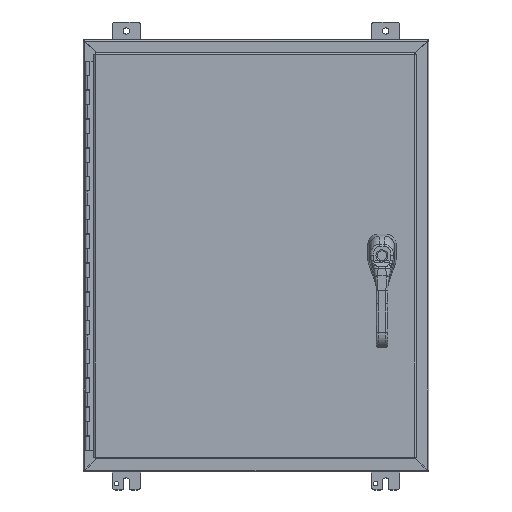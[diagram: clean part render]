
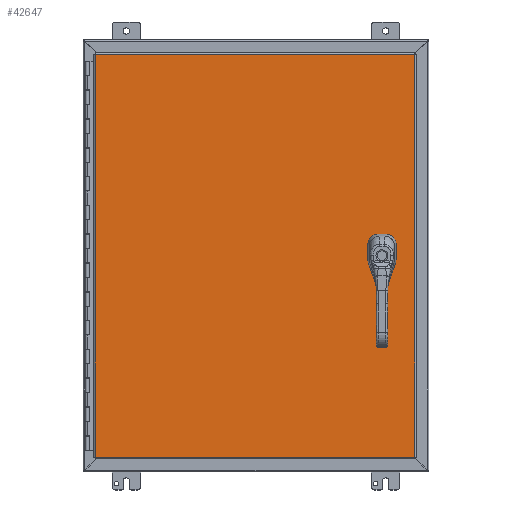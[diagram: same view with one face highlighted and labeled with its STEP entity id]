
A CAD part, top view. The second image highlights one B-rep face of the part: STEP entity #42647.
In plain terms, the highlighted face is planar.
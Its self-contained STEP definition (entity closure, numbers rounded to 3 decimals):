
#3010=FACE_BOUND('',#8483,.T.);
#3011=FACE_BOUND('',#8484,.T.);
#3012=FACE_BOUND('',#8485,.T.);
#3013=FACE_BOUND('',#8486,.T.);
#3667=PLANE('',#47647);
#5841=FACE_OUTER_BOUND('',#8482,.T.);
#8482=EDGE_LOOP('',(#36317,#36318,#36319,#36320));
#8483=EDGE_LOOP('',(#36321,#36322,#36323,#36324,#36325,#36326,#36327,#36328));
#8484=EDGE_LOOP('',(#36329));
#8485=EDGE_LOOP('',(#36330));
#8486=EDGE_LOOP('',(#36331));
#11122=LINE('',#105875,#14131);
#11126=LINE('',#105887,#14135);
#11130=LINE('',#105899,#14139);
#11134=LINE('',#105909,#14143);
#11159=LINE('',#106082,#14168);
#11172=LINE('',#106217,#14181);
#11190=LINE('',#106386,#14199);
#11194=LINE('',#106421,#14203);
#14131=VECTOR('',#57721,0.394);
#14135=VECTOR('',#57733,0.394);
#14139=VECTOR('',#57745,0.394);
#14143=VECTOR('',#57757,0.394);
#14168=VECTOR('',#57814,0.394);
#14181=VECTOR('',#57837,0.394);
#14199=VECTOR('',#57871,0.394);
#14203=VECTOR('',#57881,0.394);
#16993=CIRCLE('',#47591,0.453);
#16995=CIRCLE('',#47595,0.453);
#16997=CIRCLE('',#47599,0.453);
#16999=CIRCLE('',#47603,0.453);
#17000=CIRCLE('',#47606,0.141);
#17002=CIRCLE('',#47609,0.141);
#17004=CIRCLE('',#47612,0.141);
#20049=VERTEX_POINT('',#105866);
#20050=VERTEX_POINT('',#105868);
#20052=VERTEX_POINT('',#105874);
#20054=VERTEX_POINT('',#105880);
#20056=VERTEX_POINT('',#105886);
#20058=VERTEX_POINT('',#105892);
#20060=VERTEX_POINT('',#105898);
#20062=VERTEX_POINT('',#105904);
#20063=VERTEX_POINT('',#105911);
#20065=VERTEX_POINT('',#105917);
#20067=VERTEX_POINT('',#105923);
#20092=VERTEX_POINT('',#106073);
#20093=VERTEX_POINT('',#106081);
#20097=VERTEX_POINT('',#106153);
#20103=VERTEX_POINT('',#106209);
#25579=EDGE_CURVE('',#20050,#20049,#16993,.T.);
#25582=EDGE_CURVE('',#20052,#20050,#11122,.T.);
#25585=EDGE_CURVE('',#20054,#20052,#16995,.T.);
#25588=EDGE_CURVE('',#20056,#20054,#11126,.T.);
#25591=EDGE_CURVE('',#20058,#20056,#16997,.T.);
#25594=EDGE_CURVE('',#20060,#20058,#11130,.T.);
#25597=EDGE_CURVE('',#20062,#20060,#16999,.T.);
#25600=EDGE_CURVE('',#20049,#20062,#11134,.T.);
#25601=EDGE_CURVE('',#20063,#20063,#17000,.T.);
#25604=EDGE_CURVE('',#20065,#20065,#17002,.T.);
#25607=EDGE_CURVE('',#20067,#20067,#17004,.T.);
#25640=EDGE_CURVE('',#20093,#20092,#11159,.T.);
#25660=EDGE_CURVE('',#20097,#20103,#11172,.T.);
#25685=EDGE_CURVE('',#20092,#20097,#11190,.T.);
#25690=EDGE_CURVE('',#20103,#20093,#11194,.T.);
#36317=ORIENTED_EDGE('',*,*,#25685,.T.);
#36318=ORIENTED_EDGE('',*,*,#25660,.T.);
#36319=ORIENTED_EDGE('',*,*,#25690,.T.);
#36320=ORIENTED_EDGE('',*,*,#25640,.T.);
#36321=ORIENTED_EDGE('',*,*,#25579,.T.);
#36322=ORIENTED_EDGE('',*,*,#25600,.T.);
#36323=ORIENTED_EDGE('',*,*,#25597,.T.);
#36324=ORIENTED_EDGE('',*,*,#25594,.T.);
#36325=ORIENTED_EDGE('',*,*,#25591,.T.);
#36326=ORIENTED_EDGE('',*,*,#25588,.T.);
#36327=ORIENTED_EDGE('',*,*,#25585,.T.);
#36328=ORIENTED_EDGE('',*,*,#25582,.T.);
#36329=ORIENTED_EDGE('',*,*,#25601,.T.);
#36330=ORIENTED_EDGE('',*,*,#25604,.T.);
#36331=ORIENTED_EDGE('',*,*,#25607,.T.);
#42647=ADVANCED_FACE('',(#5841,#3010,#3011,#3012,#3013),#3667,.F.);
#47591=AXIS2_PLACEMENT_3D('',#105869,#57715,#57716);
#47595=AXIS2_PLACEMENT_3D('',#105881,#57727,#57728);
#47599=AXIS2_PLACEMENT_3D('',#105893,#57739,#57740);
#47603=AXIS2_PLACEMENT_3D('',#105905,#57751,#57752);
#47606=AXIS2_PLACEMENT_3D('',#105912,#57760,#57761);
#47609=AXIS2_PLACEMENT_3D('',#105918,#57767,#57768);
#47612=AXIS2_PLACEMENT_3D('',#105924,#57774,#57775);
#47647=AXIS2_PLACEMENT_3D('',#106524,#57917,#57918);
#57715=DIRECTION('center_axis',(0.,0.,1.));
#57716=DIRECTION('ref_axis',(-0.469,-0.883,0.));
#57721=DIRECTION('',(0.,1.,0.));
#57727=DIRECTION('center_axis',(0.,0.,1.));
#57728=DIRECTION('ref_axis',(-0.883,0.469,0.));
#57733=DIRECTION('',(1.,0.,0.));
#57739=DIRECTION('center_axis',(0.,0.,1.));
#57740=DIRECTION('ref_axis',(0.469,0.883,0.));
#57745=DIRECTION('',(0.,-1.,0.));
#57751=DIRECTION('center_axis',(0.,0.,1.));
#57752=DIRECTION('ref_axis',(0.883,-0.469,0.));
#57757=DIRECTION('',(-1.,0.,0.));
#57760=DIRECTION('center_axis',(0.,0.,1.));
#57761=DIRECTION('ref_axis',(1.,0.,0.));
#57767=DIRECTION('center_axis',(0.,0.,1.));
#57768=DIRECTION('ref_axis',(1.,0.,0.));
#57774=DIRECTION('center_axis',(0.,0.,1.));
#57775=DIRECTION('ref_axis',(1.,0.,0.));
#57814=DIRECTION('',(-1.,0.,0.));
#57837=DIRECTION('',(1.,0.,0.));
#57871=DIRECTION('',(0.,1.,0.));
#57881=DIRECTION('',(0.,-1.,0.));
#57917=DIRECTION('center_axis',(0.,0.,1.));
#57918=DIRECTION('ref_axis',(1.,0.,0.));
#105866=CARTESIAN_POINT('',(9.025,0.4,0.));
#105868=CARTESIAN_POINT('',(9.213,0.213,0.));
#105869=CARTESIAN_POINT('Origin',(8.813,0.,0.));
#105874=CARTESIAN_POINT('',(9.213,-0.213,0.));
#105875=CARTESIAN_POINT('',(9.213,0.106,0.));
#105880=CARTESIAN_POINT('',(9.025,-0.4,0.));
#105881=CARTESIAN_POINT('Origin',(8.813,0.,0.));
#105886=CARTESIAN_POINT('',(8.6,-0.4,0.));
#105887=CARTESIAN_POINT('',(4.513,-0.4,0.));
#105892=CARTESIAN_POINT('',(8.413,-0.213,0.));
#105893=CARTESIAN_POINT('Origin',(8.813,0.,0.));
#105898=CARTESIAN_POINT('',(8.413,0.213,0.));
#105899=CARTESIAN_POINT('',(8.413,-0.106,0.));
#105904=CARTESIAN_POINT('',(8.6,0.4,0.));
#105905=CARTESIAN_POINT('Origin',(8.813,0.,0.));
#105909=CARTESIAN_POINT('',(4.3,0.4,0.));
#105911=CARTESIAN_POINT('',(8.672,0.886,0.));
#105912=CARTESIAN_POINT('Origin',(8.812,0.886,0.));
#105917=CARTESIAN_POINT('',(8.672,1.378,0.));
#105918=CARTESIAN_POINT('Origin',(8.812,1.378,0.));
#105923=CARTESIAN_POINT('',(8.672,-0.885,0.));
#105924=CARTESIAN_POINT('Origin',(8.812,-0.885,0.));
#106073=CARTESIAN_POINT('',(-11.082,-13.989,0.));
#106081=CARTESIAN_POINT('',(11.082,-13.989,0.));
#106082=CARTESIAN_POINT('',(5.541,-13.989,0.));
#106153=CARTESIAN_POINT('',(-11.082,13.989,0.));
#106209=CARTESIAN_POINT('',(11.082,13.989,0.));
#106217=CARTESIAN_POINT('',(-5.594,13.989,0.));
#106386=CARTESIAN_POINT('',(-11.082,-6.994,0.));
#106421=CARTESIAN_POINT('',(11.082,6.994,0.));
#106524=CARTESIAN_POINT('Origin',(0.,0.,
0.));
